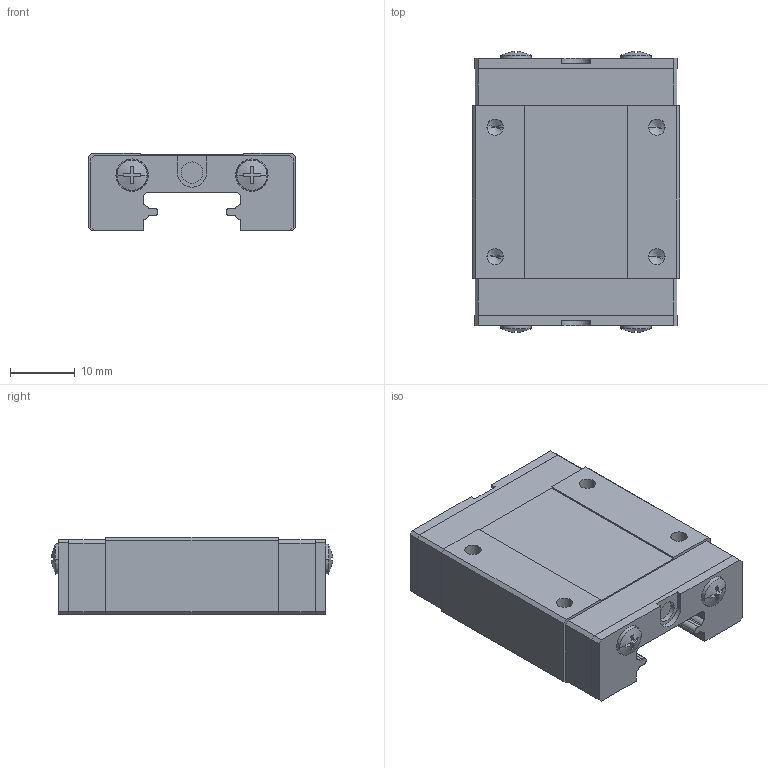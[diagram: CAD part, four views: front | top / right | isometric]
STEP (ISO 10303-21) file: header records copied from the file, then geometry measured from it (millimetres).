
FILE_DESCRIPTION (( 'STEP AP203' ), '1' );
FILE_NAME ('13-018213.step', '2022-02-21T15:49:45', ( '' ), ( '' ), 'SwSTEP 2.0', 'SolidWorks 2021', '' );
FILE_SCHEMA (( 'CONFIG_CONTROL_DESIGN' ));
Length unit declared in the file: millimetre
Products named in the file (1): 13-018213
Bounding box: 32 x 43.48 x 12 mm (x, y, z)
Volume: 11847.8 mm3; surface area: 5259.1 mm2
Topology: 1 solids, 3 shells, 220 faces, 588 edges, 380 vertices
Faces by surface type: plane 134, cylinder 58, cone 28
Entity records: 6775 total; most frequent: CARTESIAN_POINT 1293, ORIENTED_EDGE 1160, DIRECTION 1092, EDGE_CURVE 580, VECTOR 398, LINE 398, VERTEX_POINT 380, AXIS2_PLACEMENT_3D 347
